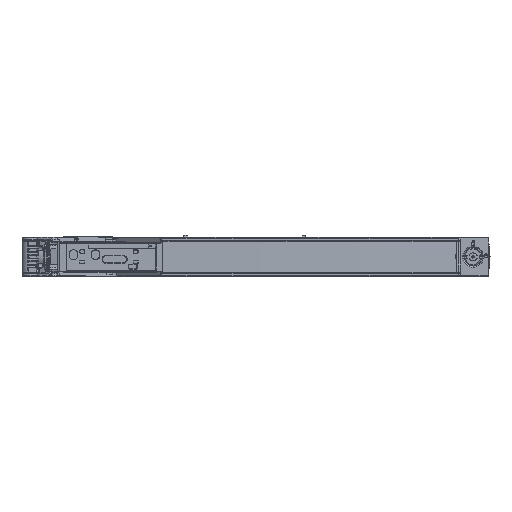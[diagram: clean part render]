
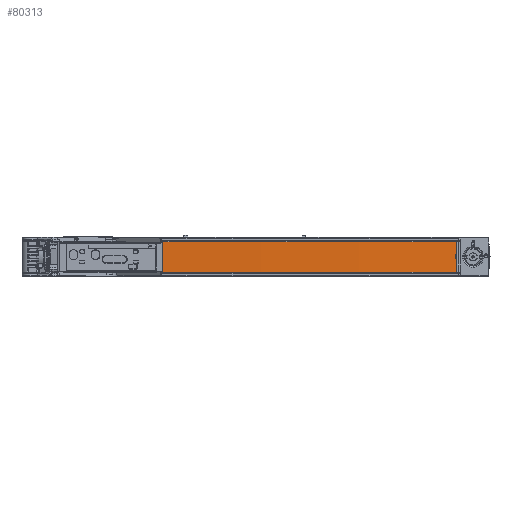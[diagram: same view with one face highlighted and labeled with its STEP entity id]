
A CAD part, top view. The second image highlights one B-rep face of the part: STEP entity #80313.
In plain terms, the highlighted cylindrical face has radius 3856.45 mm (diameter 7712.9 mm), a partial arc.
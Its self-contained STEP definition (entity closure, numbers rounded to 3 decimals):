
#80238=CARTESIAN_POINT('',(232.805,86.034,
-3748.68));
#80239=DIRECTION('',(0.,1.,0.));
#80240=DIRECTION('',(0.065,0.,0.998));
#80241=AXIS2_PLACEMENT_3D('',#80238,#80239,#80240);
#80243=DIRECTION('',(0.,-1.,0.));
#80244=VECTOR('',#80243,16.966);
#80245=CARTESIAN_POINT('',(486.805,86.034,99.396));
#80246=LINE('',#80245,#80244);
#80247=CARTESIAN_POINT('',(232.805,69.068,
-3748.68));
#80248=DIRECTION('',(0.,-1.,0.));
#80249=DIRECTION('',(0.066,0.,0.998));
#80250=AXIS2_PLACEMENT_3D('',#80247,#80248,#80249);
#80252=DIRECTION('',(0.,1.,0.));
#80253=VECTOR('',#80252,38.7);
#80254=CARTESIAN_POINT('',(114.334,69.068,105.95));
#80255=LINE('',#80254,#80253);
#80256=CARTESIAN_POINT('',(232.805,107.768,
-3748.68));
#80257=DIRECTION('',(0.,1.,0.));
#80258=DIRECTION('',(-0.031,0.,1.));
#80259=AXIS2_PLACEMENT_3D('',#80256,#80257,#80258);
#80261=DIRECTION('',(0.,-1.,0.));
#80262=VECTOR('',#80261,16.966);
#80263=CARTESIAN_POINT('',(486.805,107.768,99.396));
#80264=LINE('',#80263,#80262);
#80265=CARTESIAN_POINT('',(232.805,90.802,
-3748.68));
#80266=DIRECTION('',(0.,-1.,0.));
#80267=DIRECTION('',(0.066,0.,0.998));
#80268=AXIS2_PLACEMENT_3D('',#80265,#80266,#80267);
#80270=DIRECTION('',(0.,-1.,0.));
#80271=VECTOR('',#80270,4.767);
#80272=CARTESIAN_POINT('',(485.196,90.802,99.502));
#80273=LINE('',#80272,#80271);
#80274=CARTESIAN_POINT('',(485.196,86.034,99.502));
#80275=CARTESIAN_POINT('',(486.805,86.034,99.396));
#80276=VERTEX_POINT('',#80274);
#80277=VERTEX_POINT('',#80275);
#80278=CARTESIAN_POINT('',(486.805,69.068,99.396));
#80279=VERTEX_POINT('',#80278);
#80280=CARTESIAN_POINT('',(114.334,69.068,105.95));
#80281=VERTEX_POINT('',#80280);
#80282=CARTESIAN_POINT('',(114.334,107.768,105.95));
#80283=VERTEX_POINT('',#80282);
#80284=CARTESIAN_POINT('',(486.805,107.768,99.396));
#80285=VERTEX_POINT('',#80284);
#80286=CARTESIAN_POINT('',(486.805,90.802,99.396));
#80287=VERTEX_POINT('',#80286);
#80288=CARTESIAN_POINT('',(485.196,90.802,99.502));
#80289=VERTEX_POINT('',#80288);
#80290=CARTESIAN_POINT('',(232.805,68.918,
-3748.68));
#80291=DIRECTION('',(0.,1.,0.));
#80292=DIRECTION('',(-0.031,0.,1.));
#80293=AXIS2_PLACEMENT_3D('',#80290,#80291,#80292);
#80294=CYLINDRICAL_SURFACE('',#80293,3856.45);
#80296=ORIENTED_EDGE('',*,*,#80295,.T.);
#80298=ORIENTED_EDGE('',*,*,#80297,.T.);
#80300=ORIENTED_EDGE('',*,*,#80299,.T.);
#80302=ORIENTED_EDGE('',*,*,#80301,.T.);
#80304=ORIENTED_EDGE('',*,*,#80303,.T.);
#80306=ORIENTED_EDGE('',*,*,#80305,.T.);
#80308=ORIENTED_EDGE('',*,*,#80307,.T.);
#80310=ORIENTED_EDGE('',*,*,#80309,.T.);
#80311=EDGE_LOOP('',(#80296,#80298,#80300,#80302,#80304,#80306,#80308,#80310));
#80312=FACE_OUTER_BOUND('',#80311,.F.);
#80313=ADVANCED_FACE('',(#80312),#80294,.T.);
#80242=CIRCLE('',#80241,3856.45);
#80251=CIRCLE('',#80250,3856.45);
#80260=CIRCLE('',#80259,3856.45);
#80269=CIRCLE('',#80268,3856.45);
#80295=EDGE_CURVE('',#80276,#80277,#80242,.T.);
#80297=EDGE_CURVE('',#80277,#80279,#80246,.T.);
#80299=EDGE_CURVE('',#80279,#80281,#80251,.T.);
#80301=EDGE_CURVE('',#80281,#80283,#80255,.T.);
#80303=EDGE_CURVE('',#80283,#80285,#80260,.T.);
#80305=EDGE_CURVE('',#80285,#80287,#80264,.T.);
#80307=EDGE_CURVE('',#80287,#80289,#80269,.T.);
#80309=EDGE_CURVE('',#80289,#80276,#80273,.T.);
